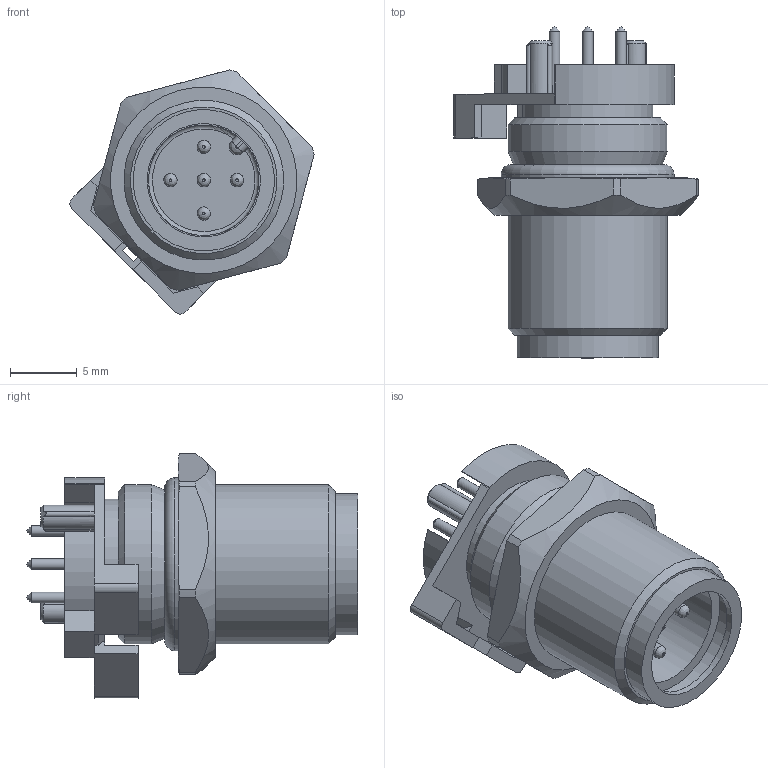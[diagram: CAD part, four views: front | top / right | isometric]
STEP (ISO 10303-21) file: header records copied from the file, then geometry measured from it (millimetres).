
FILE_DESCRIPTION((''),'2;1');
FILE_NAME('43K1A502_5pol.stp','2013-05-29T09:10:40',('ruthchristen'),(''),'Autodesk Inventor 2011','Autodesk Inventor 2011','');
FILE_SCHEMA(('AUTOMOTIVE_DESIGN { 1 0 10303 214 1 1 1 1 }'));
Length unit declared in the file: millimetre
Products named in the file (1): Bauteil2
Bounding box: 18.32 x 24.9 x 18.32 mm (x, y, z)
Volume: 1969.1 mm3; surface area: 2124.7 mm2
Topology: 1 solids, 1 shells, 141 faces, 340 edges, 220 vertices
Faces by surface type: plane 65, cylinder 49, cone 18, bspline 6, torus 3
Full cylindrical faces by diameter (mm): 0.8 x5, 1 x5, 8.3 x1, 8.5 x1, 9.8 x1, 10 x1, 10.6 x1, 12 x2, 13 x1
Entity records: 4403 total; most frequent: CARTESIAN_POINT 1163, DIRECTION 639, ORIENTED_EDGE 576, EDGE_CURVE 288, AXIS2_PLACEMENT_3D 249, VERTEX_POINT 205, EDGE_LOOP 199, FACE_OUTER_BOUND 141
